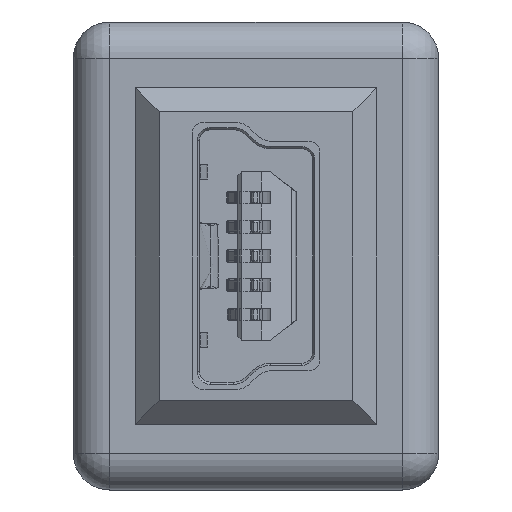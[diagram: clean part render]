
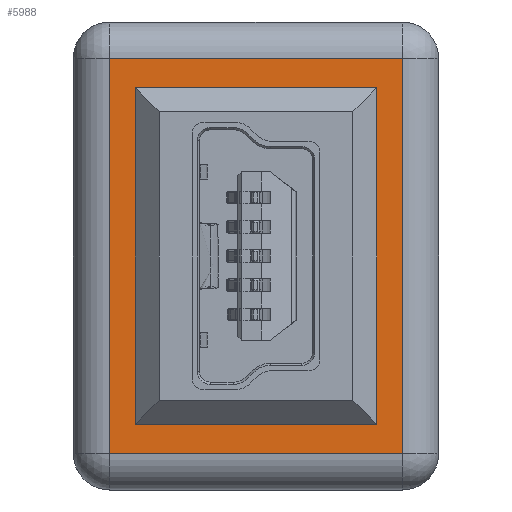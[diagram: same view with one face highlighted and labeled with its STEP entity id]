
A CAD part, left-side view. The second image highlights one B-rep face of the part: STEP entity #5988.
In plain terms, the highlighted face is planar.
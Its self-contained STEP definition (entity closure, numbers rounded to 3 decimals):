
#154 = CARTESIAN_POINT ( 'NONE',  ( 11.8, 9., 0. ) ) ;
#284 = DIRECTION ( 'NONE',  ( 0., -1., 0. ) ) ;
#918 = CARTESIAN_POINT ( 'NONE',  ( 10.183, 6.914, 0. ) ) ;
#1079 = CARTESIAN_POINT ( 'NONE',  ( 1., 1., 0. ) ) ;
#1348 = ORIENTED_EDGE ( 'NONE', *, *, #17900, .T. ) ;
#1602 = FACE_BOUND ( 'NONE', #10169, .T. ) ;
#1862 = VECTOR ( 'NONE', #35304, 1000. ) ;
#1927 = EDGE_CURVE ( 'NONE', #29266, #9259, #7985, .T. ) ;
#2263 = DIRECTION ( 'NONE',  ( -1., 0., 0. ) ) ;
#3940 = CARTESIAN_POINT ( 'NONE',  ( 10.183, 2.926, 0. ) ) ;
#4381 = CARTESIAN_POINT ( 'NONE',  ( 1., 9., 0. ) ) ;
#5924 = VERTEX_POINT ( 'NONE', #8821 ) ;
#5988 = ADVANCED_FACE ( 'NONE', ( #1602, #28415 ), #13065, .T. ) ;
#6709 = CARTESIAN_POINT ( 'NONE',  ( 2.617, 6.914, 0. ) ) ;
#7985 = LINE ( 'NONE', #6709, #1862 ) ;
#8821 = CARTESIAN_POINT ( 'NONE',  ( 1., 1., 0. ) ) ;
#9259 = VERTEX_POINT ( 'NONE', #16117 ) ;
#9288 = DIRECTION ( 'NONE',  ( 0., 0., -1. ) ) ;
#9687 = VERTEX_POINT ( 'NONE', #918 ) ;
#10169 = EDGE_LOOP ( 'NONE', ( #43726, #22890, #28088, #46227 ) ) ;
#10300 = CARTESIAN_POINT ( 'NONE',  ( 1., 9., 0. ) ) ;
#10529 = VECTOR ( 'NONE', #43168, 1000. ) ;
#12723 = AXIS2_PLACEMENT_3D ( 'NONE', #38068, #9288, #2263 ) ;
#13065 = PLANE ( 'NONE',  #12723 ) ;
#13358 = LINE ( 'NONE', #23921, #16157 ) ;
#13872 = VECTOR ( 'NONE', #284, 1000. ) ;
#13910 = DIRECTION ( 'NONE',  ( 0., 1., 0. ) ) ;
#13985 = LINE ( 'NONE', #32184, #38607 ) ;
#15686 = CARTESIAN_POINT ( 'NONE',  ( 11.8, 9., 0. ) ) ;
#15711 = VECTOR ( 'NONE', #23322, 1000. ) ;
#16117 = CARTESIAN_POINT ( 'NONE',  ( 2.617, 6.914, 0. ) ) ;
#16157 = VECTOR ( 'NONE', #20625, 1000. ) ;
#16168 = LINE ( 'NONE', #1079, #43546 ) ;
#16756 = ORIENTED_EDGE ( 'NONE', *, *, #27823, .T. ) ;
#16933 = EDGE_CURVE ( 'NONE', #43555, #5924, #16168, .T. ) ;
#17066 = CARTESIAN_POINT ( 'NONE',  ( 2.617, 2.926, 0. ) ) ;
#17547 = ORIENTED_EDGE ( 'NONE', *, *, #18309, .T. ) ;
#17900 = EDGE_CURVE ( 'NONE', #39542, #41445, #23413, .T. ) ;
#18309 = EDGE_CURVE ( 'NONE', #41445, #43555, #25612, .T. ) ;
#20625 = DIRECTION ( 'NONE',  ( 0., -1., 0. ) ) ;
#21690 = CARTESIAN_POINT ( 'NONE',  ( 11.8, 1., 0. ) ) ;
#22890 = ORIENTED_EDGE ( 'NONE', *, *, #23631, .F. ) ;
#23322 = DIRECTION ( 'NONE',  ( 1., 0., 0. ) ) ;
#23413 = LINE ( 'NONE', #154, #10529 ) ;
#23631 = EDGE_CURVE ( 'NONE', #9259, #9687, #24067, .T. ) ;
#23921 = CARTESIAN_POINT ( 'NONE',  ( 10.183, 6.914, 0. ) ) ;
#24067 = LINE ( 'NONE', #26609, #15711 ) ;
#25612 = LINE ( 'NONE', #21690, #13872 ) ;
#25800 = CARTESIAN_POINT ( 'NONE',  ( 11.8, 1., 0. ) ) ;
#26609 = CARTESIAN_POINT ( 'NONE',  ( 10.183, 6.914, 0. ) ) ;
#27823 = EDGE_CURVE ( 'NONE', #5924, #39542, #37268, .T. ) ;
#28088 = ORIENTED_EDGE ( 'NONE', *, *, #1927, .F. ) ;
#28415 = FACE_OUTER_BOUND ( 'NONE', #34804, .T. ) ;
#28867 = VERTEX_POINT ( 'NONE', #3940 ) ;
#29266 = VERTEX_POINT ( 'NONE', #17066 ) ;
#29691 = DIRECTION ( 'NONE',  ( -1., 0., 0. ) ) ;
#31956 = ORIENTED_EDGE ( 'NONE', *, *, #16933, .T. ) ;
#32184 = CARTESIAN_POINT ( 'NONE',  ( 10.183, 2.926, 0. ) ) ;
#34804 = EDGE_LOOP ( 'NONE', ( #16756, #1348, #17547, #31956 ) ) ;
#35304 = DIRECTION ( 'NONE',  ( 0., 1., 0. ) ) ;
#35612 = DIRECTION ( 'NONE',  ( -1., 0., 0. ) ) ;
#37268 = LINE ( 'NONE', #10300, #38409 ) ;
#38068 = CARTESIAN_POINT ( 'NONE',  ( 0., 0., 0. ) ) ;
#38409 = VECTOR ( 'NONE', #13910, 1000. ) ;
#38607 = VECTOR ( 'NONE', #35612, 1000. ) ;
#39542 = VERTEX_POINT ( 'NONE', #4381 ) ;
#40874 = EDGE_CURVE ( 'NONE', #28867, #29266, #13985, .T. ) ;
#41445 = VERTEX_POINT ( 'NONE', #15686 ) ;
#41509 = EDGE_CURVE ( 'NONE', #9687, #28867, #13358, .T. ) ;
#43168 = DIRECTION ( 'NONE',  ( 1., 0., 0. ) ) ;
#43546 = VECTOR ( 'NONE', #29691, 1000. ) ;
#43555 = VERTEX_POINT ( 'NONE', #25800 ) ;
#43726 = ORIENTED_EDGE ( 'NONE', *, *, #41509, .F. ) ;
#46227 = ORIENTED_EDGE ( 'NONE', *, *, #40874, .F. ) ;
